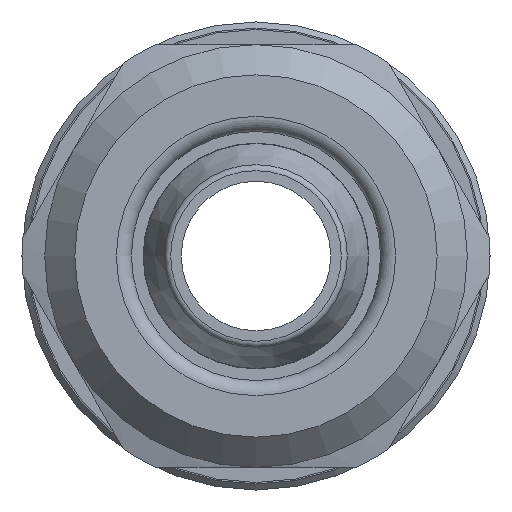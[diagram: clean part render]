
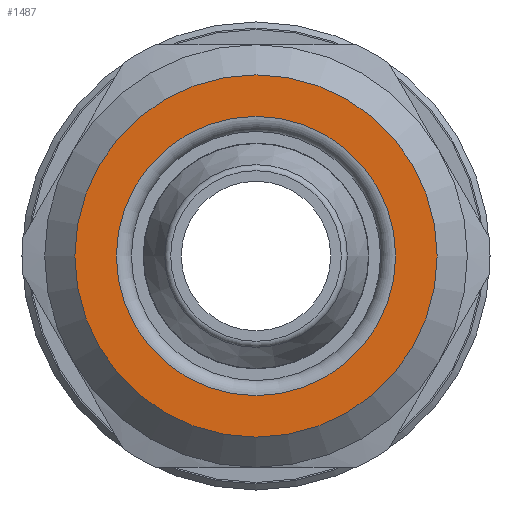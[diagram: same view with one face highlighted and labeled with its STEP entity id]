
A CAD part, left-side view. The second image highlights one B-rep face of the part: STEP entity #1487.
In plain terms, the highlighted planar face has unit normal (-1, 0, 0).
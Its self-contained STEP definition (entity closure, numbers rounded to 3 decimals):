
#1445=CARTESIAN_POINT('',(0.,6.,0.));
#1446=VERTEX_POINT('',#1445);
#1447=CARTESIAN_POINT('',(0.,0.0,0.0));
#1448=DIRECTION('',(1.0,0.0,0.0));
#1449=DIRECTION('',(0.0,-1.0,0.0));
#1450=AXIS2_PLACEMENT_3D('',#1447,#1448,#1449);
#1451=CIRCLE('',#1450,6.);
#1452=EDGE_CURVE('',#1446,#1446,#1451,.T.);
#1468=CARTESIAN_POINT('',(0.,5.563,0.0));
#1469=DIRECTION('',(-1.0,0.0,0.0));
#1470=DIRECTION('',(0.0,0.0,1.0));
#1471=AXIS2_PLACEMENT_3D('',#1468,#1469,#1470);
#1472=PLANE('',#1471);
#1473=ORIENTED_EDGE('',*,*,#1452,.F.);
#1474=EDGE_LOOP('',(#1473));
#1475=FACE_OUTER_BOUND('',#1474,.T.);
#1476=CARTESIAN_POINT('',(0.,4.625,0.));
#1477=VERTEX_POINT('',#1476);
#1478=CARTESIAN_POINT('',(0.,0.0,0.0));
#1479=DIRECTION('',(-1.0,0.0,0.0));
#1480=DIRECTION('',(0.0,-1.0,0.0));
#1481=AXIS2_PLACEMENT_3D('',#1478,#1479,#1480);
#1482=CIRCLE('',#1481,4.625);
#1483=EDGE_CURVE('',#1477,#1477,#1482,.T.);
#1484=ORIENTED_EDGE('',*,*,#1483,.F.);
#1485=EDGE_LOOP('',(#1484));
#1486=FACE_BOUND('',#1485,.T.);
#1487=ADVANCED_FACE('',(#1475,#1486),#1472,.T.);
